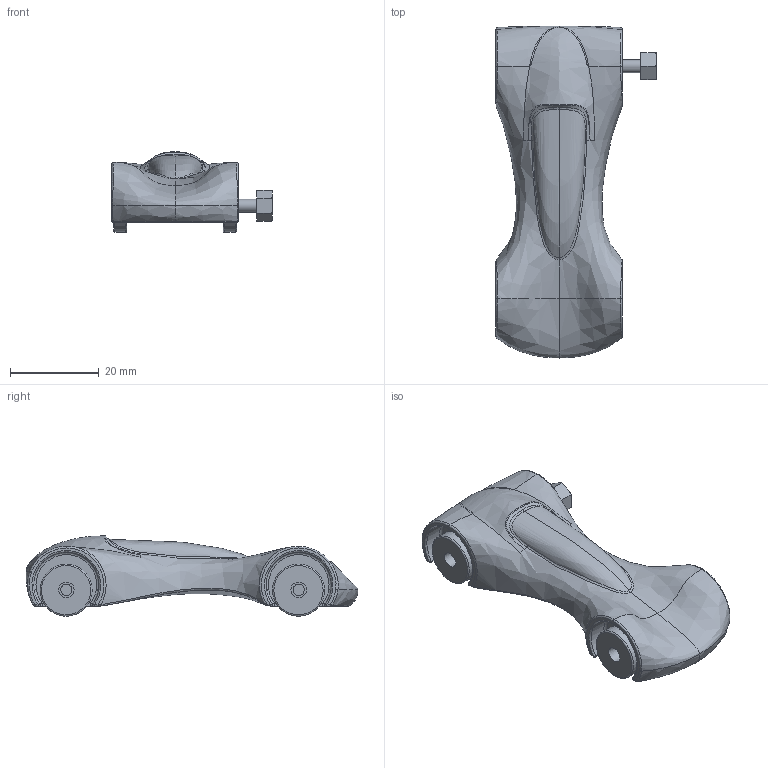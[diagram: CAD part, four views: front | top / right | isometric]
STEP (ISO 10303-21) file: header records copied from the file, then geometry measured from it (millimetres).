
FILE_DESCRIPTION(/* description */ (''),/* implementation_level */ '2;1');
FILE_NAME(/* name */ 'Car design.step',/* time_stamp */ '2020-05-23T15:46:46+02:00',/* author */ (''),/* organization */ (''),/* preprocessor_version */ 'ST-DEVELOPER v18.1',/* originating_system */ 'Autodesk Translation Framework v9.3.0.1241',/* authorisation */ '');
FILE_SCHEMA (('AUTOMOTIVE_DESIGN { 1 0 10303 214 3 1 1 }'));
Length unit declared in the file: inch
Products named in the file (2): Untitled; Car
Assembly tree (1 placements, depth 2):
  Untitled
    Car
Bounding box: 36.08 x 74.68 x 18.11 mm (x, y, z)
Volume: 17548.2 mm3; surface area: 7667.1 mm2
Topology: 7 solids, 7 shells, 154 faces, 362 edges, 224 vertices
Faces by surface type: bspline 89, plane 30, torus 18, cylinder 17
Full cylindrical faces by diameter (mm): 2.529 x4, 2.927 x1, 3.5 x4, 11.7 x4
Entity records: 18190 total; most frequent: CARTESIAN_POINT 15131, ORIENTED_EDGE 736, DIRECTION 448, EDGE_CURVE 368, VERTEX_POINT 232, AXIS2_PLACEMENT_3D 203, B_SPLINE_CURVE_WITH_KNOTS 191, EDGE_LOOP 166
